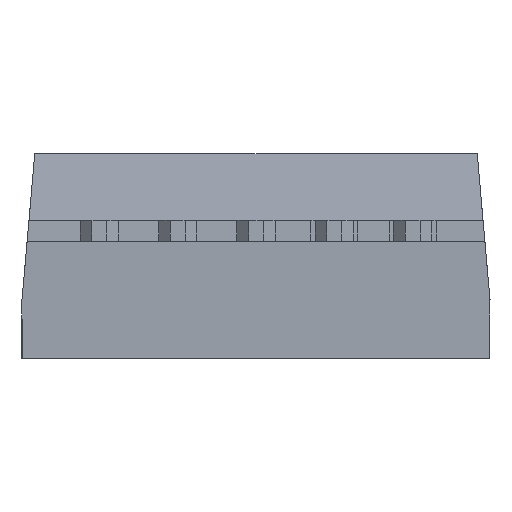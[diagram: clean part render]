
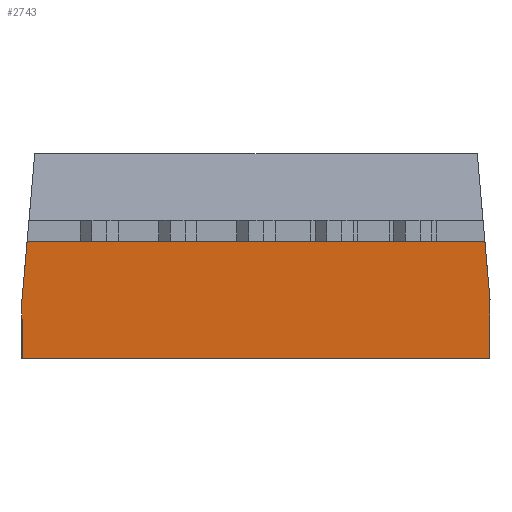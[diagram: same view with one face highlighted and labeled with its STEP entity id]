
A CAD part, front view. The second image highlights one B-rep face of the part: STEP entity #2743.
In plain terms, the highlighted planar face has unit normal (0, -0.999, -0.052).
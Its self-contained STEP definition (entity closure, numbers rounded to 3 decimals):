
#97 = EDGE_CURVE ( 'NONE', #1059, #2426, #775, .T. ) ;
#144 = CARTESIAN_POINT ( 'NONE',  ( -5.08, 0.863, -4.445 ) ) ;
#153 = EDGE_CURVE ( 'NONE', #916, #2684, #1246, .T. ) ;
#205 = CARTESIAN_POINT ( 'NONE',  ( -5.08, 0.73, -1.905 ) ) ;
#229 = ORIENTED_EDGE ( 'NONE', *, *, #1367, .T. ) ;
#298 = VERTEX_POINT ( 'NONE', #1158 ) ;
#429 = CARTESIAN_POINT ( 'NONE',  ( -5.08, 0.863, -4.445 ) ) ;
#453 = DIRECTION ( 'NONE',  ( 0., -0.052, 0.999 ) ) ;
#502 = CARTESIAN_POINT ( 'NONE',  ( -5.08, 0.797, -3.175 ) ) ;
#548 = CARTESIAN_POINT ( 'NONE',  ( 5.08, 0.863, -4.445 ) ) ;
#564 = VECTOR ( 'NONE', #914, 1000. ) ;
#610 = FACE_OUTER_BOUND ( 'NONE', #1450, .T. ) ;
#768 = AXIS2_PLACEMENT_3D ( 'NONE', #205, #896, #2951 ) ;
#775 = LINE ( 'NONE', #1532, #2411 ) ;
#797 = ORIENTED_EDGE ( 'NONE', *, *, #153, .F. ) ;
#837 = EDGE_CURVE ( 'NONE', #298, #2684, #1935, .T. ) ;
#839 = DIRECTION ( 'NONE',  ( -0.087, -0.052, 0.995 ) ) ;
#844 = DIRECTION ( 'NONE',  ( -0.087, 0.052, -0.995 ) ) ;
#881 = CARTESIAN_POINT ( 'NONE',  ( 5.08, 0.863, -4.445 ) ) ;
#896 = DIRECTION ( 'NONE',  ( 0., 0.999, 0.052 ) ) ;
#914 = DIRECTION ( 'NONE',  ( 0., 0.052, -0.999 ) ) ;
#916 = VERTEX_POINT ( 'NONE', #548 ) ;
#1059 = VERTEX_POINT ( 'NONE', #1471 ) ;
#1158 = CARTESIAN_POINT ( 'NONE',  ( -5.08, 0.797, -3.175 ) ) ;
#1185 = EDGE_CURVE ( 'NONE', #2079, #298, #2836, .T. ) ;
#1187 = DIRECTION ( 'NONE',  ( -1., 0., 0. ) ) ;
#1246 = LINE ( 'NONE', #429, #2340 ) ;
#1367 = EDGE_CURVE ( 'NONE', #916, #1059, #1492, .T. ) ;
#1450 = EDGE_LOOP ( 'NONE', ( #1641, #1870, #797, #229, #2795, #2267 ) ) ;
#1471 = CARTESIAN_POINT ( 'NONE',  ( 5.08, 0.797, -3.175 ) ) ;
#1492 = LINE ( 'NONE', #881, #2689 ) ;
#1532 = CARTESIAN_POINT ( 'NONE',  ( 5.08, 0.797, -3.175 ) ) ;
#1641 = ORIENTED_EDGE ( 'NONE', *, *, #1185, .T. ) ;
#1870 = ORIENTED_EDGE ( 'NONE', *, *, #837, .T. ) ;
#1935 = LINE ( 'NONE', #502, #564 ) ;
#1988 = VECTOR ( 'NONE', #1187, 1000. ) ;
#2021 = CARTESIAN_POINT ( 'NONE',  ( -4.969, 0.73, -1.905 ) ) ;
#2079 = VERTEX_POINT ( 'NONE', #2589 ) ;
#2113 = CARTESIAN_POINT ( 'NONE',  ( -5.08, 0.73, -1.905 ) ) ;
#2267 = ORIENTED_EDGE ( 'NONE', *, *, #2778, .T. ) ;
#2289 = PLANE ( 'NONE',  #768 ) ;
#2340 = VECTOR ( 'NONE', #2506, 1000. ) ;
#2411 = VECTOR ( 'NONE', #839, 1000. ) ;
#2426 = VERTEX_POINT ( 'NONE', #2876 ) ;
#2506 = DIRECTION ( 'NONE',  ( -1., 0., 0. ) ) ;
#2589 = CARTESIAN_POINT ( 'NONE',  ( -4.969, 0.73, -1.905 ) ) ;
#2684 = VERTEX_POINT ( 'NONE', #144 ) ;
#2689 = VECTOR ( 'NONE', #453, 1000. ) ;
#2743 = ADVANCED_FACE ( 'NONE', ( #610 ), #2289, .F. ) ;
#2778 = EDGE_CURVE ( 'NONE', #2426, #2079, #2816, .T. ) ;
#2795 = ORIENTED_EDGE ( 'NONE', *, *, #97, .T. ) ;
#2816 = LINE ( 'NONE', #2113, #1988 ) ;
#2836 = LINE ( 'NONE', #2021, #2944 ) ;
#2876 = CARTESIAN_POINT ( 'NONE',  ( 4.969, 0.73, -1.905 ) ) ;
#2944 = VECTOR ( 'NONE', #844, 1000. ) ;
#2951 = DIRECTION ( 'NONE',  ( 0., -0.052, 0.999 ) ) ;
